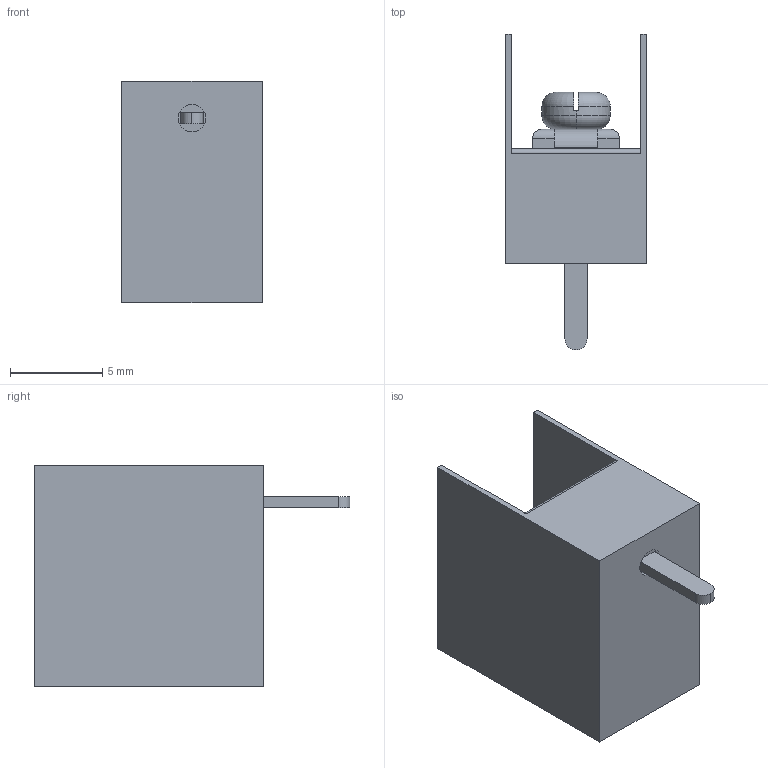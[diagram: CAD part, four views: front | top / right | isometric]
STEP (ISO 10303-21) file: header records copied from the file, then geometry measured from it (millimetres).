
FILE_DESCRIPTION (( 'STEP AP214' ), '1' );
FILE_NAME ('KF7.62-1P.STEP', '2024-08-06T21:56:09', ( '' ), ( '' ), 'SwSTEP 2.0', 'SolidWorks 2020', '' );
FILE_SCHEMA (( 'AUTOMOTIVE_DESIGN' ));
Length unit declared in the file: millimetre
Products named in the file (1): KF7.62-1P
Bounding box: 7.62 x 17.1 x 12 mm (x, y, z)
Volume: 644.1 mm3; surface area: 1097.7 mm2
Topology: 4 solids, 4 shells, 88 faces, 225 edges, 148 vertices
Faces by surface type: plane 58, cylinder 24, torus 6
Entity records: 2766 total; most frequent: CARTESIAN_POINT 534, ORIENTED_EDGE 450, DIRECTION 447, EDGE_CURVE 225, LINE 157, VECTOR 157, VERTEX_POINT 148, AXIS2_PLACEMENT_3D 145
